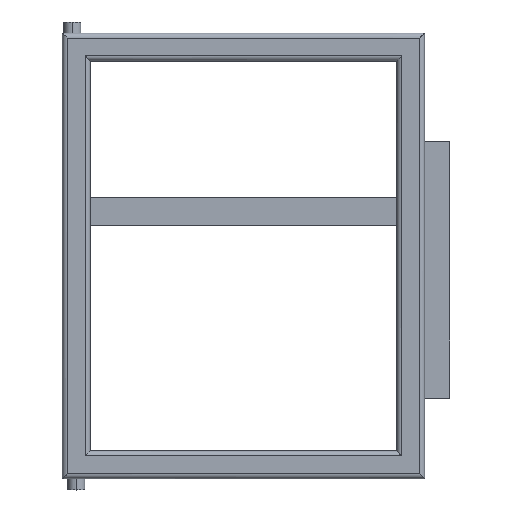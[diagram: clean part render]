
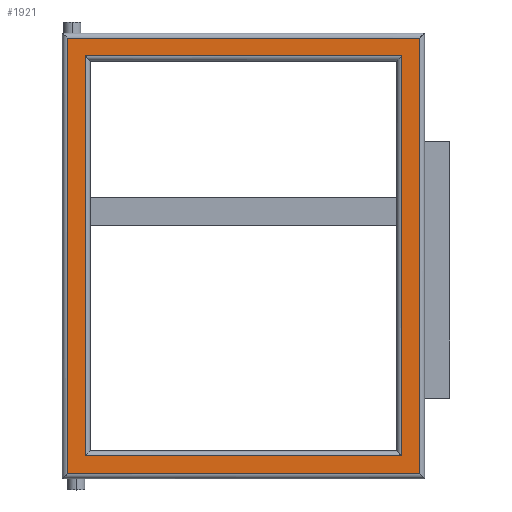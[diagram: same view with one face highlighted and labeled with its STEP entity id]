
A CAD part, top view. The second image highlights one B-rep face of the part: STEP entity #1921.
In plain terms, the highlighted planar face has unit normal (0, 0, 1).
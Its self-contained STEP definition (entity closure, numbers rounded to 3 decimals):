
#18 = ORIENTED_EDGE ( 'NONE', *, *, #2494, .F. ) ;
#24 = VERTEX_POINT ( 'NONE', #1817 ) ;
#101 = EDGE_LOOP ( 'NONE', ( #18, #2569, #2652, #775 ) ) ;
#117 = VERTEX_POINT ( 'NONE', #253 ) ;
#119 = DIRECTION ( 'NONE',  ( -1., 0., 0. ) ) ;
#165 = EDGE_CURVE ( 'NONE', #294, #117, #715, .T. ) ;
#229 = LINE ( 'NONE', #1673, #1843 ) ;
#253 = CARTESIAN_POINT ( 'NONE',  ( 16., -734., 25. ) ) ;
#287 = CARTESIAN_POINT ( 'NONE',  ( 584., -734., 25. ) ) ;
#294 = VERTEX_POINT ( 'NONE', #287 ) ;
#358 = ORIENTED_EDGE ( 'NONE', *, *, #2498, .T. ) ;
#372 = LINE ( 'NONE', #1084, #1534 ) ;
#388 = DIRECTION ( 'NONE',  ( 0., 0., -1. ) ) ;
#547 = CARTESIAN_POINT ( 'NONE',  ( 16., -734., 25. ) ) ;
#588 = EDGE_LOOP ( 'NONE', ( #981, #2307, #1282, #358 ) ) ;
#633 = VECTOR ( 'NONE', #1568, 1000. ) ;
#643 = VERTEX_POINT ( 'NONE', #1666 ) ;
#670 = EDGE_CURVE ( 'NONE', #1210, #643, #2663, .T. ) ;
#715 = LINE ( 'NONE', #1262, #1219 ) ;
#775 = ORIENTED_EDGE ( 'NONE', *, *, #1230, .F. ) ;
#813 = PLANE ( 'NONE',  #2472 ) ;
#890 = CARTESIAN_POINT ( 'NONE',  ( 616., 16., 25. ) ) ;
#981 = ORIENTED_EDGE ( 'NONE', *, *, #1245, .F. ) ;
#988 = VECTOR ( 'NONE', #2664, 1000. ) ;
#1024 = CARTESIAN_POINT ( 'NONE',  ( 741.421, 16., 25. ) ) ;
#1043 = DIRECTION ( 'NONE',  ( -1., 0., 0. ) ) ;
#1069 = FACE_BOUND ( 'NONE', #588, .T. ) ;
#1080 = CARTESIAN_POINT ( 'NONE',  ( 616., -766., 25. ) ) ;
#1084 = CARTESIAN_POINT ( 'NONE',  ( 616., -766., 25. ) ) ;
#1099 = VERTEX_POINT ( 'NONE', #2384 ) ;
#1145 = LINE ( 'NONE', #547, #1728 ) ;
#1210 = VERTEX_POINT ( 'NONE', #890 ) ;
#1219 = VECTOR ( 'NONE', #2103, 1000. ) ;
#1230 = EDGE_CURVE ( 'NONE', #2098, #2223, #372, .T. ) ;
#1245 = EDGE_CURVE ( 'NONE', #1099, #24, #1499, .T. ) ;
#1262 = CARTESIAN_POINT ( 'NONE',  ( 584., -734., 25. ) ) ;
#1282 = ORIENTED_EDGE ( 'NONE', *, *, #165, .T. ) ;
#1496 = LINE ( 'NONE', #1970, #633 ) ;
#1499 = LINE ( 'NONE', #1759, #988 ) ;
#1534 = VECTOR ( 'NONE', #119, 1000. ) ;
#1568 = DIRECTION ( 'NONE',  ( 0., 1., 0. ) ) ;
#1666 = CARTESIAN_POINT ( 'NONE',  ( -16., 16., 25. ) ) ;
#1673 = CARTESIAN_POINT ( 'NONE',  ( 584., -16., 25. ) ) ;
#1728 = VECTOR ( 'NONE', #2243, 1000. ) ;
#1732 = EDGE_CURVE ( 'NONE', #2223, #643, #1496, .T. ) ;
#1759 = CARTESIAN_POINT ( 'NONE',  ( 741.421, -16., 25. ) ) ;
#1807 = DIRECTION ( 'NONE',  ( 0., -1., 0. ) ) ;
#1817 = CARTESIAN_POINT ( 'NONE',  ( 16., -16., 25. ) ) ;
#1838 = FACE_OUTER_BOUND ( 'NONE', #101, .T. ) ;
#1843 = VECTOR ( 'NONE', #2722, 1000. ) ;
#1850 = CARTESIAN_POINT ( 'NONE',  ( 741.421, 16., 25. ) ) ;
#1866 = VECTOR ( 'NONE', #1807, 1000. ) ;
#1921 = ADVANCED_FACE ( 'NONE', ( #1069, #1838 ), #813, .F. ) ;
#1970 = CARTESIAN_POINT ( 'NONE',  ( -16., -766., 25. ) ) ;
#2064 = LINE ( 'NONE', #2226, #1866 ) ;
#2074 = DIRECTION ( 'NONE',  ( 0., 1., 0. ) ) ;
#2098 = VERTEX_POINT ( 'NONE', #1080 ) ;
#2103 = DIRECTION ( 'NONE',  ( -1., 0., 0. ) ) ;
#2164 = VECTOR ( 'NONE', #1043, 1000. ) ;
#2223 = VERTEX_POINT ( 'NONE', #2519 ) ;
#2226 = CARTESIAN_POINT ( 'NONE',  ( 616., 16., 25. ) ) ;
#2243 = DIRECTION ( 'NONE',  ( 0., 1., 0. ) ) ;
#2307 = ORIENTED_EDGE ( 'NONE', *, *, #2606, .T. ) ;
#2384 = CARTESIAN_POINT ( 'NONE',  ( 584., -16., 25. ) ) ;
#2472 = AXIS2_PLACEMENT_3D ( 'NONE', #1850, #388, #2074 ) ;
#2494 = EDGE_CURVE ( 'NONE', #1210, #2098, #2064, .T. ) ;
#2498 = EDGE_CURVE ( 'NONE', #117, #24, #1145, .T. ) ;
#2519 = CARTESIAN_POINT ( 'NONE',  ( -16., -766., 25. ) ) ;
#2569 = ORIENTED_EDGE ( 'NONE', *, *, #670, .T. ) ;
#2606 = EDGE_CURVE ( 'NONE', #1099, #294, #229, .T. ) ;
#2652 = ORIENTED_EDGE ( 'NONE', *, *, #1732, .F. ) ;
#2663 = LINE ( 'NONE', #1024, #2164 ) ;
#2664 = DIRECTION ( 'NONE',  ( -1., 0., 0. ) ) ;
#2722 = DIRECTION ( 'NONE',  ( 0., -1., 0. ) ) ;
